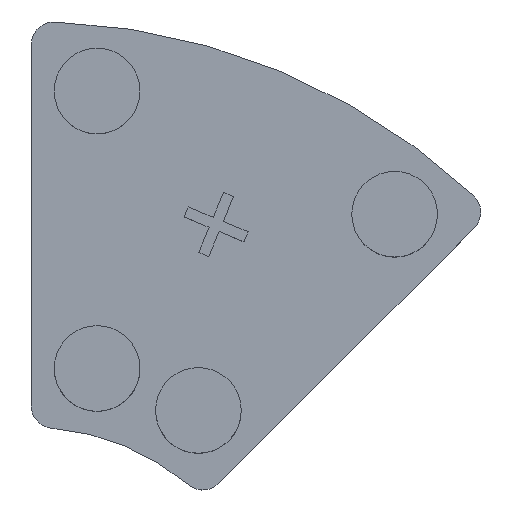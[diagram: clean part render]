
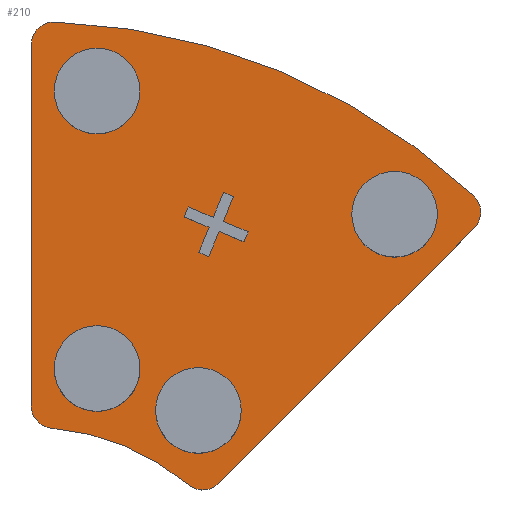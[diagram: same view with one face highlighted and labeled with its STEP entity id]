
A CAD part, top view. The second image highlights one B-rep face of the part: STEP entity #210.
In plain terms, the highlighted planar face has unit normal (0, 0, 1).
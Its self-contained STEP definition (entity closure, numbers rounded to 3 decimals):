
#210=ADVANCED_FACE('',(#253,#254,#255,#256,#257,#258),#259,.F.);
#253=FACE_BOUND('',#340,.T.);
#254=FACE_BOUND('',#341,.T.);
#255=FACE_BOUND('',#342,.T.);
#256=FACE_BOUND('',#343,.T.);
#257=FACE_OUTER_BOUND('',#344,.T.);
#258=FACE_BOUND('',#345,.T.);
#259=PLANE('',#346);
#340=EDGE_LOOP('',(#530));
#341=EDGE_LOOP('',(#531));
#342=EDGE_LOOP('',(#532));
#343=EDGE_LOOP('',(#533));
#344=EDGE_LOOP('',(#534,#535,#536,#537,#538,#539,#540,#541));
#345=EDGE_LOOP('',(#542,#543,#544,#545,#546,#547,#548,#549,#550,#551,#552,#553));
#346=AXIS2_PLACEMENT_3D('',#554,#555,#556);
#530=ORIENTED_EDGE('',*,*,#794,.F.);
#531=ORIENTED_EDGE('',*,*,#795,.F.);
#532=ORIENTED_EDGE('',*,*,#796,.F.);
#533=ORIENTED_EDGE('',*,*,#797,.F.);
#534=ORIENTED_EDGE('',*,*,#798,.F.);
#535=ORIENTED_EDGE('',*,*,#799,.T.);
#536=ORIENTED_EDGE('',*,*,#786,.F.);
#537=ORIENTED_EDGE('',*,*,#800,.T.);
#538=ORIENTED_EDGE('',*,*,#784,.F.);
#539=ORIENTED_EDGE('',*,*,#801,.T.);
#540=ORIENTED_EDGE('',*,*,#792,.F.);
#541=ORIENTED_EDGE('',*,*,#802,.T.);
#542=ORIENTED_EDGE('',*,*,#803,.F.);
#543=ORIENTED_EDGE('',*,*,#804,.F.);
#544=ORIENTED_EDGE('',*,*,#805,.F.);
#545=ORIENTED_EDGE('',*,*,#806,.F.);
#546=ORIENTED_EDGE('',*,*,#807,.F.);
#547=ORIENTED_EDGE('',*,*,#808,.F.);
#548=ORIENTED_EDGE('',*,*,#809,.F.);
#549=ORIENTED_EDGE('',*,*,#810,.F.);
#550=ORIENTED_EDGE('',*,*,#811,.F.);
#551=ORIENTED_EDGE('',*,*,#812,.F.);
#552=ORIENTED_EDGE('',*,*,#813,.F.);
#553=ORIENTED_EDGE('',*,*,#814,.F.);
#554=CARTESIAN_POINT('',(-20.504,-49.5,2.5));
#555=DIRECTION('',(0.0,0.0,-1.0));
#556=DIRECTION('',(-1.0,0.0,0.0));
#784=EDGE_CURVE('',#869,#871,#872,.T.);
#786=EDGE_CURVE('',#874,#875,#876,.T.);
#792=EDGE_CURVE('',#885,#887,#888,.T.);
#794=EDGE_CURVE('',#890,#890,#891,.T.);
#795=EDGE_CURVE('',#892,#892,#893,.T.);
#796=EDGE_CURVE('',#894,#894,#895,.T.);
#797=EDGE_CURVE('',#896,#896,#897,.T.);
#798=EDGE_CURVE('',#898,#899,#900,.T.);
#799=EDGE_CURVE('',#898,#875,#901,.F.);
#800=EDGE_CURVE('',#874,#871,#902,.F.);
#801=EDGE_CURVE('',#869,#887,#903,.F.);
#802=EDGE_CURVE('',#885,#899,#904,.F.);
#803=EDGE_CURVE('',#905,#906,#907,.T.);
#804=EDGE_CURVE('',#908,#905,#909,.T.);
#805=EDGE_CURVE('',#910,#908,#911,.T.);
#806=EDGE_CURVE('',#912,#910,#913,.T.);
#807=EDGE_CURVE('',#914,#912,#915,.T.);
#808=EDGE_CURVE('',#916,#914,#917,.T.);
#809=EDGE_CURVE('',#918,#916,#919,.T.);
#810=EDGE_CURVE('',#920,#918,#921,.T.);
#811=EDGE_CURVE('',#922,#920,#923,.T.);
#812=EDGE_CURVE('',#924,#922,#925,.T.);
#813=EDGE_CURVE('',#926,#924,#927,.T.);
#814=EDGE_CURVE('',#906,#926,#928,.T.);
#869=VERTEX_POINT('',#1010);
#871=VERTEX_POINT('',#1013);
#872=LINE('',#1014,#1015);
#874=VERTEX_POINT('',#1018);
#875=VERTEX_POINT('',#1019);
#876=CIRCLE('',#1020,72.0);
#885=VERTEX_POINT('',#1031);
#887=VERTEX_POINT('',#1034);
#888=CIRCLE('',#1035,27.0);
#890=VERTEX_POINT('',#1038);
#891=CIRCLE('',#1039,4.75);
#892=VERTEX_POINT('',#1040);
#893=CIRCLE('',#1041,4.75);
#894=VERTEX_POINT('',#1042);
#895=CIRCLE('',#1043,4.75);
#896=VERTEX_POINT('',#1044);
#897=CIRCLE('',#1045,4.75);
#898=VERTEX_POINT('',#1046);
#899=VERTEX_POINT('',#1047);
#900=LINE('',#1048,#1049);
#901=CIRCLE('',#1050,2.5);
#902=CIRCLE('',#1051,2.5);
#903=CIRCLE('',#1052,2.5);
#904=CIRCLE('',#1053,2.5);
#905=VERTEX_POINT('',#1054);
#906=VERTEX_POINT('',#1055);
#907=LINE('',#1056,#1057);
#908=VERTEX_POINT('',#1058);
#909=LINE('',#1059,#1060);
#910=VERTEX_POINT('',#1061);
#911=LINE('',#1062,#1063);
#912=VERTEX_POINT('',#1064);
#913=LINE('',#1065,#1066);
#914=VERTEX_POINT('',#1067);
#915=LINE('',#1068,#1069);
#916=VERTEX_POINT('',#1070);
#917=LINE('',#1071,#1072);
#918=VERTEX_POINT('',#1073);
#919=LINE('',#1074,#1075);
#920=VERTEX_POINT('',#1076);
#921=LINE('',#1077,#1078);
#922=VERTEX_POINT('',#1079);
#923=LINE('',#1080,#1081);
#924=VERTEX_POINT('',#1082);
#925=LINE('',#1083,#1084);
#926=VERTEX_POINT('',#1085);
#927=LINE('',#1086,#1087);
#928=LINE('',#1088,#1089);
#1010=CARTESIAN_POINT('',(-20.504,-20.106,2.5));
#1013=CARTESIAN_POINT('',(-20.504,19.955,2.5));
#1014=CARTESIAN_POINT('',(-20.504,-22.5,2.5));
#1015=VECTOR('',#1198,1.0);
#1018=CARTESIAN_POINT('',(-17.914,22.453,2.5));
#1019=CARTESIAN_POINT('',(28.544,3.21,2.5));
#1020=AXIS2_PLACEMENT_3D('',#1200,#1201,#1202);
#1031=CARTESIAN_POINT('',(-3.098,-28.859,2.5));
#1034=CARTESIAN_POINT('',(-18.215,-22.597,2.5));
#1035=AXIS2_PLACEMENT_3D('',#1212,#1213,#1214);
#1038=CARTESIAN_POINT('',(24.542,1.12,2.5));
#1039=AXIS2_PLACEMENT_3D('',#1216,#1217,#1218);
#1040=CARTESIAN_POINT('',(-8.454,14.787,2.5));
#1041=AXIS2_PLACEMENT_3D('',#1219,#1220,#1221);
#1042=CARTESIAN_POINT('',(-8.454,-15.986,2.5));
#1043=AXIS2_PLACEMENT_3D('',#1222,#1223,#1224);
#1044=CARTESIAN_POINT('',(2.783,-20.64,2.5));
#1045=AXIS2_PLACEMENT_3D('',#1225,#1226,#1227);
#1046=CARTESIAN_POINT('',(28.609,-0.388,2.5));
#1047=CARTESIAN_POINT('',(0.281,-28.715,2.5));
#1048=CARTESIAN_POINT('',(-1.412,-30.408,2.5));
#1049=VECTOR('',#1228,1.0);
#1050=AXIS2_PLACEMENT_3D('',#1229,#1230,#1231);
#1051=AXIS2_PLACEMENT_3D('',#1232,#1233,#1234);
#1052=AXIS2_PLACEMENT_3D('',#1235,#1236,#1237);
#1053=AXIS2_PLACEMENT_3D('',#1238,#1239,#1240);
#1054=CARTESIAN_POINT('',(0.823,3.556,2.5));
#1055=CARTESIAN_POINT('',(-0.325,0.784,2.5));
#1056=CARTESIAN_POINT('',(0.249,2.17,2.5));
#1057=VECTOR('',#1241,1.0);
#1058=CARTESIAN_POINT('',(1.932,3.096,2.5));
#1059=CARTESIAN_POINT('',(1.378,3.326,2.5));
#1060=VECTOR('',#1242,1.0);
#1061=CARTESIAN_POINT('',(0.784,0.325,2.5));
#1062=CARTESIAN_POINT('',(1.358,1.711,2.5));
#1063=VECTOR('',#1243,1.0);
#1064=CARTESIAN_POINT('',(3.556,-0.823,2.5));
#1065=CARTESIAN_POINT('',(2.17,-0.249,2.5));
#1066=VECTOR('',#1244,1.0);
#1067=CARTESIAN_POINT('',(3.096,-1.932,2.5));
#1068=CARTESIAN_POINT('',(3.326,-1.378,2.5));
#1069=VECTOR('',#1245,1.0);
#1070=CARTESIAN_POINT('',(0.325,-0.784,2.5));
#1071=CARTESIAN_POINT('',(1.711,-1.358,2.5));
#1072=VECTOR('',#1246,1.0);
#1073=CARTESIAN_POINT('',(-0.823,-3.556,2.5));
#1074=CARTESIAN_POINT('',(-0.249,-2.17,2.5));
#1075=VECTOR('',#1247,1.0);
#1076=CARTESIAN_POINT('',(-1.932,-3.096,2.5));
#1077=CARTESIAN_POINT('',(-1.378,-3.326,2.5));
#1078=VECTOR('',#1248,1.0);
#1079=CARTESIAN_POINT('',(-0.784,-0.325,2.5));
#1080=CARTESIAN_POINT('',(-1.358,-1.711,2.5));
#1081=VECTOR('',#1249,1.0);
#1082=CARTESIAN_POINT('',(-3.556,0.823,2.5));
#1083=CARTESIAN_POINT('',(-2.17,0.249,2.5));
#1084=VECTOR('',#1250,1.0);
#1085=CARTESIAN_POINT('',(-3.096,1.932,2.5));
#1086=CARTESIAN_POINT('',(-3.326,1.378,2.5));
#1087=VECTOR('',#1251,1.0);
#1088=CARTESIAN_POINT('',(-1.711,1.358,2.5));
#1089=VECTOR('',#1252,1.0);
#1198=DIRECTION('',(0.0,1.0,0.0));
#1200=CARTESIAN_POINT('',(-20.504,-49.5,2.5));
#1201=DIRECTION('',(0.0,0.0,-1.0));
#1202=DIRECTION('',(1.0,0.0,0.0));
#1212=CARTESIAN_POINT('',(-20.504,-49.5,2.5));
#1213=DIRECTION('',(0.0,0.0,1.0));
#1214=DIRECTION('',(1.0,0.0,0.0));
#1216=CARTESIAN_POINT('',(19.792,1.12,2.5));
#1217=DIRECTION('',(0.0,0.0,1.0));
#1218=DIRECTION('',(1.0,0.0,0.0));
#1219=CARTESIAN_POINT('',(-13.204,14.787,2.5));
#1220=DIRECTION('',(0.0,0.0,1.0));
#1221=DIRECTION('',(1.0,0.0,0.0));
#1222=CARTESIAN_POINT('',(-13.204,-15.986,2.5));
#1223=DIRECTION('',(0.0,0.0,1.0));
#1224=DIRECTION('',(1.0,0.0,0.0));
#1225=CARTESIAN_POINT('',(-1.967,-20.64,2.5));
#1226=DIRECTION('',(0.0,0.0,1.0));
#1227=DIRECTION('',(1.0,0.0,0.0));
#1228=DIRECTION('',(-0.707,-0.707,0.0));
#1229=CARTESIAN_POINT('',(26.841,1.38,2.5));
#1230=DIRECTION('',(0.0,0.0,-1.0));
#1231=DIRECTION('',(-1.0,0.0,0.0));
#1232=CARTESIAN_POINT('',(-18.004,19.955,2.5));
#1233=DIRECTION('',(0.0,0.0,-1.0));
#1234=DIRECTION('',(-1.0,0.0,0.0));
#1235=CARTESIAN_POINT('',(-18.004,-20.106,2.5));
#1236=DIRECTION('',(0.0,0.0,-1.0));
#1237=DIRECTION('',(-1.0,0.0,0.0));
#1238=CARTESIAN_POINT('',(-1.487,-26.948,2.5));
#1239=DIRECTION('',(0.0,0.0,-1.0));
#1240=DIRECTION('',(-1.0,0.0,0.0));
#1241=DIRECTION('',(-0.383,-0.924,0.0));
#1242=DIRECTION('',(-0.924,0.383,0.0));
#1243=DIRECTION('',(0.383,0.924,0.0));
#1244=DIRECTION('',(-0.924,0.383,0.0));
#1245=DIRECTION('',(0.383,0.924,0.0));
#1246=DIRECTION('',(0.924,-0.383,0.0));
#1247=DIRECTION('',(0.383,0.924,0.0));
#1248=DIRECTION('',(0.924,-0.383,0.0));
#1249=DIRECTION('',(-0.383,-0.924,0.0));
#1250=DIRECTION('',(0.924,-0.383,0.0));
#1251=DIRECTION('',(-0.383,-0.924,0.0));
#1252=DIRECTION('',(-0.924,0.383,0.0));
